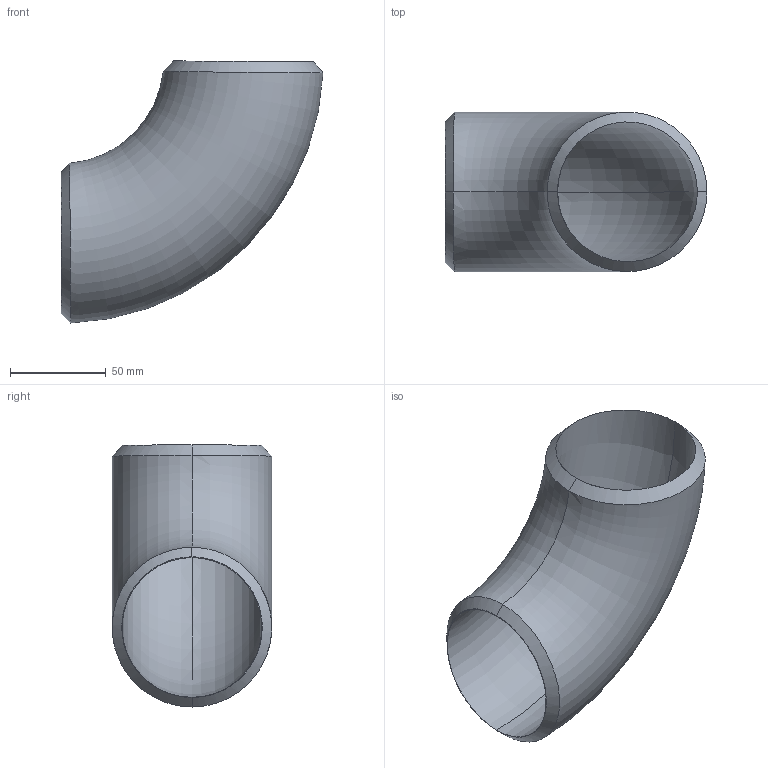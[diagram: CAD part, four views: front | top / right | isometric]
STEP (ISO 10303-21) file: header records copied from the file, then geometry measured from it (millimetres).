
FILE_DESCRIPTION (( 'STEP AP203' ), '1' );
FILE_NAME ('3D_R2651_2 1-2X40S_173421160_173425160.STEP', '2024-08-22T09:01:14', ( '' ), ( '' ), 'SwSTEP 2.0', 'SolidWorks 2024', '' );
FILE_SCHEMA (( 'CONFIG_CONTROL_DESIGN' ));
Length unit declared in the file: millimetre
Products named in the file (1): 3D_R2651_2 1-2X40S_173421160_173425160
Bounding box: 136.82 x 83.29 x 136.87 mm (x, y, z)
Volume: 177695.1 mm3; surface area: 74255.9 mm2
Topology: 1 solids, 1 shells, 10 faces, 24 edges, 15 vertices
Faces by surface type: bspline 4, torus 4, plane 2
Entity records: 3348 total; most frequent: CARTESIAN_POINT 3069, ORIENTED_EDGE 48, DIRECTION 30, EDGE_CURVE 24, B_SPLINE_CURVE_WITH_KNOTS 16, AXIS2_PLACEMENT_3D 15, VERTEX_POINT 15, EDGE_LOOP 11
